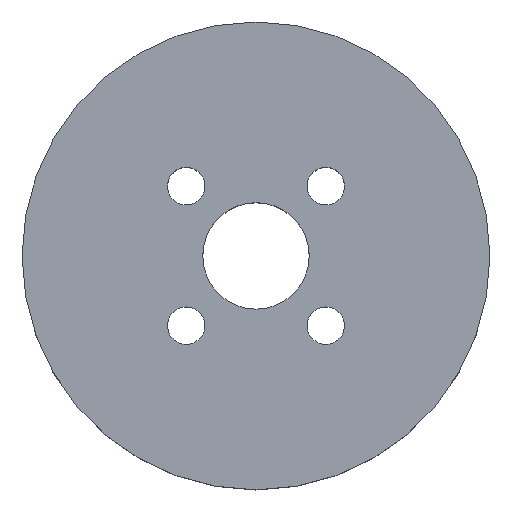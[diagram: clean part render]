
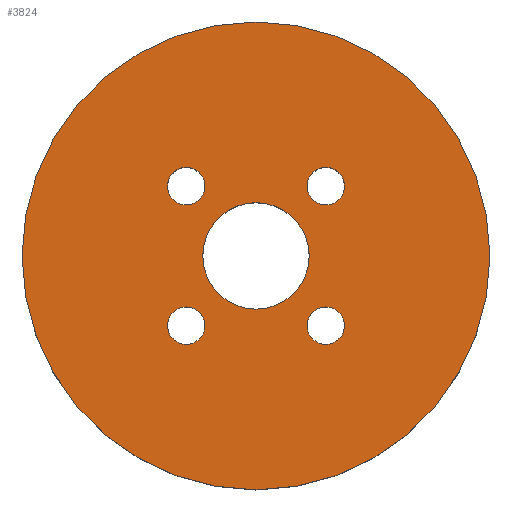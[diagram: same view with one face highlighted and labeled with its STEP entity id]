
A CAD part, top view. The second image highlights one B-rep face of the part: STEP entity #3824.
In plain terms, the highlighted planar face has unit normal (0, 0, 1).
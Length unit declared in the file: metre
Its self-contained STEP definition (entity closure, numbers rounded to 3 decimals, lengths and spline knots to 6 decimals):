
#13=PLANE('',#4429);
#1367=ORIENTED_EDGE('',*,*,#2165,.F.);
#1368=ORIENTED_EDGE('',*,*,#2166,.F.);
#1369=ORIENTED_EDGE('',*,*,#2167,.F.);
#1370=ORIENTED_EDGE('',*,*,#2168,.F.);
#1371=ORIENTED_EDGE('',*,*,#2169,.F.);
#1372=ORIENTED_EDGE('',*,*,#2164,.T.);
#2164=EDGE_CURVE('',#2564,#2564,#2964,.T.);
#2165=EDGE_CURVE('',#2565,#2565,#2965,.T.);
#2166=EDGE_CURVE('',#2566,#2566,#2966,.T.);
#2167=EDGE_CURVE('',#2567,#2567,#2967,.T.);
#2168=EDGE_CURVE('',#2568,#2568,#2968,.T.);
#2169=EDGE_CURVE('',#2569,#2569,#2969,.T.);
#2564=VERTEX_POINT('',#7017);
#2565=VERTEX_POINT('',#7020);
#2566=VERTEX_POINT('',#7022);
#2567=VERTEX_POINT('',#7024);
#2568=VERTEX_POINT('',#7026);
#2569=VERTEX_POINT('',#7028);
#2964=CIRCLE('',#4428,0.026821);
#2965=CIRCLE('',#4430,0.0061);
#2966=CIRCLE('',#4431,0.00215);
#2967=CIRCLE('',#4432,0.00215);
#2968=CIRCLE('',#4433,0.00215);
#2969=CIRCLE('',#4434,0.00215);
#3176=EDGE_LOOP('',(#1367));
#3177=EDGE_LOOP('',(#1368));
#3178=EDGE_LOOP('',(#1369));
#3179=EDGE_LOOP('',(#1370));
#3180=EDGE_LOOP('',(#1371));
#3181=EDGE_LOOP('',(#1372));
#3402=FACE_BOUND('',#3176,.T.);
#3403=FACE_BOUND('',#3177,.T.);
#3404=FACE_BOUND('',#3178,.T.);
#3405=FACE_BOUND('',#3179,.T.);
#3406=FACE_BOUND('',#3180,.T.);
#3407=FACE_BOUND('',#3181,.T.);
#3824=ADVANCED_FACE('',(#3402,#3403,#3404,#3405,#3406,#3407),#13,.T.);
#4428=AXIS2_PLACEMENT_3D('',#7016,#5808,#5809);
#4429=AXIS2_PLACEMENT_3D('',#7018,#5810,#5811);
#4430=AXIS2_PLACEMENT_3D('',#7019,#5812,#5813);
#4431=AXIS2_PLACEMENT_3D('',#7021,#5814,#5815);
#4432=AXIS2_PLACEMENT_3D('',#7023,#5816,#5817);
#4433=AXIS2_PLACEMENT_3D('',#7025,#5818,#5819);
#4434=AXIS2_PLACEMENT_3D('',#7027,#5820,#5821);
#5808=DIRECTION('',(0.,0.,1.));
#5809=DIRECTION('',(1.,0.,0.));
#5810=DIRECTION('',(0.,0.,1.));
#5811=DIRECTION('',(1.,0.,0.));
#5812=DIRECTION('',(0.,0.,1.));
#5813=DIRECTION('',(1.,0.,0.));
#5814=DIRECTION('',(0.,0.,1.));
#5815=DIRECTION('',(1.,0.,0.));
#5816=DIRECTION('',(0.,0.,1.));
#5817=DIRECTION('',(1.,0.,0.));
#5818=DIRECTION('',(0.,0.,1.));
#5819=DIRECTION('',(1.,0.,0.));
#5820=DIRECTION('',(0.,0.,1.));
#5821=DIRECTION('',(1.,0.,0.));
#7016=CARTESIAN_POINT('',(0.,0.,0.0055));
#7017=CARTESIAN_POINT('',(0.026821,0.,0.0055));
#7018=CARTESIAN_POINT('',(0.,0.,0.0055));
#7019=CARTESIAN_POINT('',(0.,0.,0.0055));
#7020=CARTESIAN_POINT('',(0.0061,0.,0.0055));
#7021=CARTESIAN_POINT('',(-0.008,0.008,0.0055));
#7022=CARTESIAN_POINT('',(-0.00585,0.008,0.0055));
#7023=CARTESIAN_POINT('',(0.008,-0.008,0.0055));
#7024=CARTESIAN_POINT('',(0.01015,-0.008,0.0055));
#7025=CARTESIAN_POINT('',(-0.008,-0.008,0.0055));
#7026=CARTESIAN_POINT('',(-0.00585,-0.008,0.0055));
#7027=CARTESIAN_POINT('',(0.008,0.008,0.0055));
#7028=CARTESIAN_POINT('',(0.01015,0.008,0.0055));
